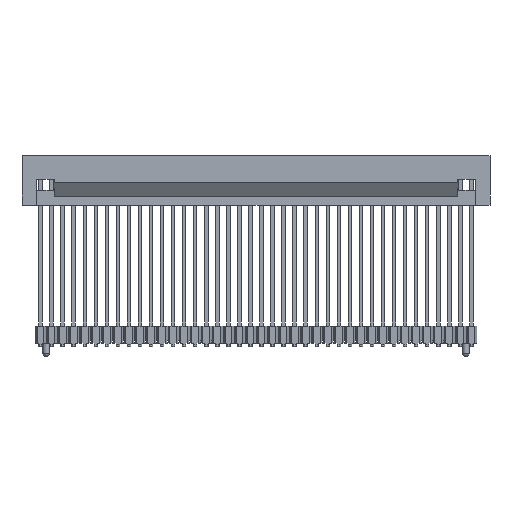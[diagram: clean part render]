
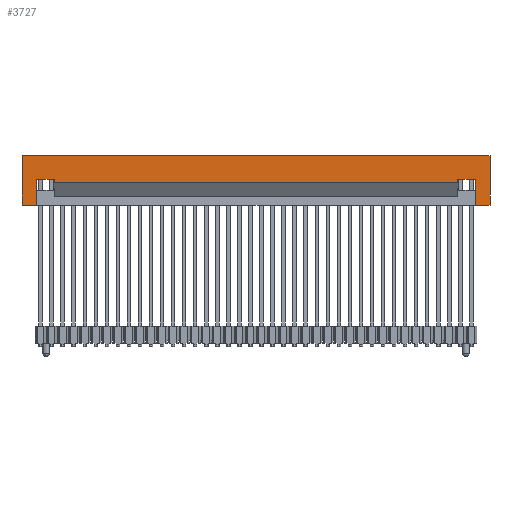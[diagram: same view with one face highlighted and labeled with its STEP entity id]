
A CAD part, front view. The second image highlights one B-rep face of the part: STEP entity #3727.
In plain terms, the highlighted planar face has unit normal (0, -1, 0).
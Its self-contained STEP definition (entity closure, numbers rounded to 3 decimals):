
#358 = LINE ( 'NONE', #32515, #73769 ) ;
#384 = VERTEX_POINT ( 'NONE', #13479 ) ;
#798 = CARTESIAN_POINT ( 'NONE',  ( -21.82, -2.8, 5.7 ) ) ;
#919 = VERTEX_POINT ( 'NONE', #47518 ) ;
#1034 = LINE ( 'NONE', #2701, #72564 ) ;
#2701 = CARTESIAN_POINT ( 'NONE',  ( 30.28, -2.8, 3. ) ) ;
#3506 = CARTESIAN_POINT ( 'NONE',  ( -20.12, -2.8, 3. ) ) ;
#3727 = ADVANCED_FACE ( 'NONE', ( #18585 ), #37652, .F. ) ;
#4883 = EDGE_CURVE ( 'NONE', #79483, #47974, #35476, .T. ) ;
#7428 = VERTEX_POINT ( 'NONE', #31412 ) ;
#9758 = DIRECTION ( 'NONE',  ( 1., 0., 0. ) ) ;
#11441 = EDGE_CURVE ( 'NONE', #46070, #384, #77457, .T. ) ;
#11930 = VECTOR ( 'NONE', #9758, 1000. ) ;
#13479 = CARTESIAN_POINT ( 'NONE',  ( 28.28, -2.8, 2.571 ) ) ;
#13502 = DIRECTION ( 'NONE',  ( 0., 0., 1. ) ) ;
#13999 = EDGE_CURVE ( 'NONE', #7428, #47974, #41480, .T. ) ;
#14389 = CARTESIAN_POINT ( 'NONE',  ( -21.82, -2.8, 0. ) ) ;
#14761 = ORIENTED_EDGE ( 'NONE', *, *, #11441, .T. ) ;
#17744 = LINE ( 'NONE', #76126, #43684 ) ;
#18585 = FACE_OUTER_BOUND ( 'NONE', #20423, .T. ) ;
#19491 = CARTESIAN_POINT ( 'NONE',  ( -21.82, -2.8, 2.571 ) ) ;
#19531 = CARTESIAN_POINT ( 'NONE',  ( 31.98, -2.8, 5.7 ) ) ;
#20130 = EDGE_CURVE ( 'NONE', #54571, #384, #47378, .T. ) ;
#20423 = EDGE_LOOP ( 'NONE', ( #14761, #82631, #69181, #37001, #52051, #58518, #26230, #50702, #31612, #31324, #67954, #27163 ) ) ;
#21469 = EDGE_CURVE ( 'NONE', #919, #51130, #82474, .T. ) ;
#21974 = DIRECTION ( 'NONE',  ( 0., 0., -1. ) ) ;
#23112 = EDGE_CURVE ( 'NONE', #7428, #60595, #1034, .T. ) ;
#24787 = AXIS2_PLACEMENT_3D ( 'NONE', #798, #32118, #13502 ) ;
#24908 = DIRECTION ( 'NONE',  ( -1., 0., 0. ) ) ;
#26230 = ORIENTED_EDGE ( 'NONE', *, *, #56293, .F. ) ;
#27163 = ORIENTED_EDGE ( 'NONE', *, *, #69831, .F. ) ;
#28070 = DIRECTION ( 'NONE',  ( 0., 0., 1. ) ) ;
#30810 = EDGE_CURVE ( 'NONE', #60595, #54571, #31986, .T. ) ;
#31268 = CARTESIAN_POINT ( 'NONE',  ( -20.12, -2.8, 3. ) ) ;
#31324 = ORIENTED_EDGE ( 'NONE', *, *, #49710, .F. ) ;
#31412 = CARTESIAN_POINT ( 'NONE',  ( 30.28, -2.8, 0. ) ) ;
#31612 = ORIENTED_EDGE ( 'NONE', *, *, #83232, .T. ) ;
#31986 = LINE ( 'NONE', #70484, #61671 ) ;
#32118 = DIRECTION ( 'NONE',  ( 0., 1., 0. ) ) ;
#32436 = VECTOR ( 'NONE', #45293, 1000. ) ;
#32515 = CARTESIAN_POINT ( 'NONE',  ( -21.82, -2.8, 0. ) ) ;
#35269 = CARTESIAN_POINT ( 'NONE',  ( -20.12, -2.8, 0. ) ) ;
#35476 = LINE ( 'NONE', #19531, #83668 ) ;
#37001 = ORIENTED_EDGE ( 'NONE', *, *, #23112, .F. ) ;
#37376 = VECTOR ( 'NONE', #82757, 1000. ) ;
#37652 = PLANE ( 'NONE',  #24787 ) ;
#37985 = CARTESIAN_POINT ( 'NONE',  ( 31.98, -2.8, 5.7 ) ) ;
#39294 = VERTEX_POINT ( 'NONE', #35269 ) ;
#39598 = DIRECTION ( 'NONE',  ( -1., 0., 0. ) ) ;
#40758 = CARTESIAN_POINT ( 'NONE',  ( -21.82, -2.8, 5.7 ) ) ;
#41480 = LINE ( 'NONE', #67275, #11930 ) ;
#43684 = VECTOR ( 'NONE', #67796, 1000. ) ;
#44166 = DIRECTION ( 'NONE',  ( 0., 0., -1. ) ) ;
#44375 = DIRECTION ( 'NONE',  ( 1., 0., 0. ) ) ;
#45293 = DIRECTION ( 'NONE',  ( 1., 0., 0. ) ) ;
#46070 = VERTEX_POINT ( 'NONE', #69969 ) ;
#47378 = LINE ( 'NONE', #74437, #47595 ) ;
#47518 = CARTESIAN_POINT ( 'NONE',  ( -18.12, -2.8, 3. ) ) ;
#47595 = VECTOR ( 'NONE', #21974, 1000. ) ;
#47974 = VERTEX_POINT ( 'NONE', #56250 ) ;
#49710 = EDGE_CURVE ( 'NONE', #51130, #39294, #66547, .T. ) ;
#49775 = LINE ( 'NONE', #69626, #37376 ) ;
#49878 = CARTESIAN_POINT ( 'NONE',  ( 28.28, -2.8, 3. ) ) ;
#50702 = ORIENTED_EDGE ( 'NONE', *, *, #71804, .T. ) ;
#51130 = VERTEX_POINT ( 'NONE', #58149 ) ;
#52051 = ORIENTED_EDGE ( 'NONE', *, *, #13999, .T. ) ;
#52415 = VECTOR ( 'NONE', #44166, 1000. ) ;
#52783 = CARTESIAN_POINT ( 'NONE',  ( 30.28, -2.8, 3. ) ) ;
#54571 = VERTEX_POINT ( 'NONE', #49878 ) ;
#56186 = VERTEX_POINT ( 'NONE', #40758 ) ;
#56250 = CARTESIAN_POINT ( 'NONE',  ( 31.98, -2.8, 0. ) ) ;
#56293 = EDGE_CURVE ( 'NONE', #56186, #79483, #17744, .T. ) ;
#58149 = CARTESIAN_POINT ( 'NONE',  ( -20.12, -2.8, 3. ) ) ;
#58518 = ORIENTED_EDGE ( 'NONE', *, *, #4883, .F. ) ;
#60595 = VERTEX_POINT ( 'NONE', #52783 ) ;
#61671 = VECTOR ( 'NONE', #39598, 1000. ) ;
#63245 = VERTEX_POINT ( 'NONE', #14389 ) ;
#64450 = CARTESIAN_POINT ( 'NONE',  ( -21.82, -2.8, 5.7 ) ) ;
#66484 = VECTOR ( 'NONE', #74160, 1000. ) ;
#66547 = LINE ( 'NONE', #3506, #66484 ) ;
#67190 = VECTOR ( 'NONE', #24908, 1000. ) ;
#67275 = CARTESIAN_POINT ( 'NONE',  ( -31.98, -2.8, 0. ) ) ;
#67796 = DIRECTION ( 'NONE',  ( 1., 0., 0. ) ) ;
#67954 = ORIENTED_EDGE ( 'NONE', *, *, #21469, .F. ) ;
#69181 = ORIENTED_EDGE ( 'NONE', *, *, #30810, .F. ) ;
#69626 = CARTESIAN_POINT ( 'NONE',  ( -18.12, -2.8, 3. ) ) ;
#69831 = EDGE_CURVE ( 'NONE', #46070, #919, #49775, .T. ) ;
#69969 = CARTESIAN_POINT ( 'NONE',  ( -18.12, -2.8, 2.571 ) ) ;
#70484 = CARTESIAN_POINT ( 'NONE',  ( 28.28, -2.8, 3. ) ) ;
#71804 = EDGE_CURVE ( 'NONE', #56186, #63245, #76315, .T. ) ;
#72564 = VECTOR ( 'NONE', #28070, 1000. ) ;
#73769 = VECTOR ( 'NONE', #44375, 1000. ) ;
#74160 = DIRECTION ( 'NONE',  ( 0., 0., -1. ) ) ;
#74437 = CARTESIAN_POINT ( 'NONE',  ( 28.28, -2.8, 3. ) ) ;
#76126 = CARTESIAN_POINT ( 'NONE',  ( -21.82, -2.8, 5.7 ) ) ;
#76315 = LINE ( 'NONE', #64450, #52415 ) ;
#77457 = LINE ( 'NONE', #19491, #32436 ) ;
#78348 = DIRECTION ( 'NONE',  ( 0., 0., -1. ) ) ;
#79483 = VERTEX_POINT ( 'NONE', #37985 ) ;
#82474 = LINE ( 'NONE', #31268, #67190 ) ;
#82631 = ORIENTED_EDGE ( 'NONE', *, *, #20130, .F. ) ;
#82757 = DIRECTION ( 'NONE',  ( 0., 0., 1. ) ) ;
#83232 = EDGE_CURVE ( 'NONE', #63245, #39294, #358, .T. ) ;
#83668 = VECTOR ( 'NONE', #78348, 1000. ) ;
